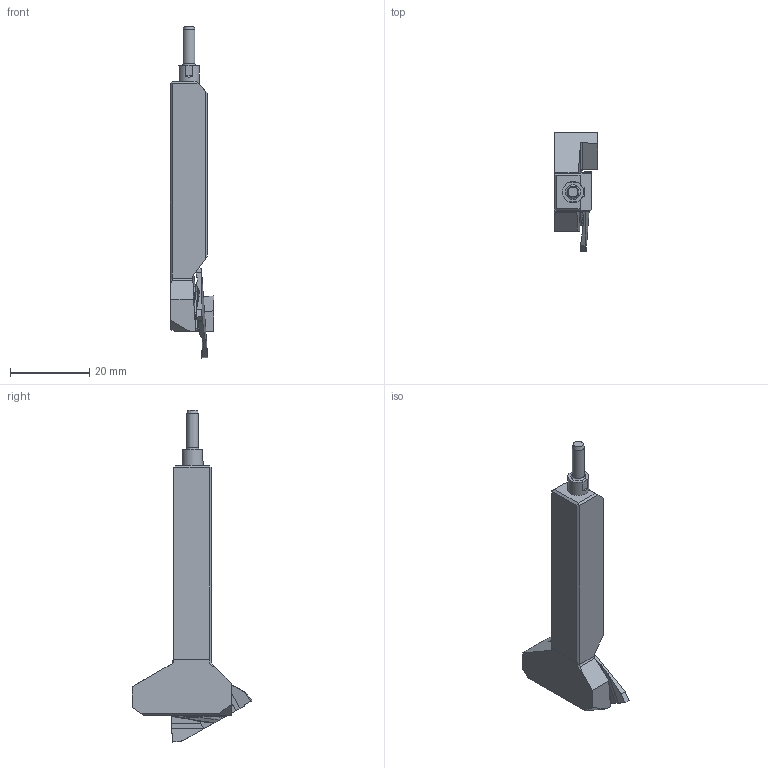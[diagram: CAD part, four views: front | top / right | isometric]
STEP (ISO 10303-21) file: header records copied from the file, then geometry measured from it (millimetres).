
FILE_DESCRIPTION(/* description */ (''),/* implementation_level */ '2;1');
FILE_NAME(/* name */ '1573211703943.stp',/* time_stamp */ '2019-11-08T16:45:17+05:00',/* author */ (''),/* organization */ ('SMS'),/* preprocessor_version */ 'ST-DEVELOPER v16.7',/* originating_system */ 'SIEMENS PLM Software NX 12.0',/* authorisation */ '');
FILE_SCHEMA (('AUTOMOTIVE_DESIGN { 1 0 10303 214 3 1 1 1 }'));
Length unit declared in the file: millimetre
Products named in the file (4): ASSEMBLY_CONSTRUCTION; 202512544mod000_00; 202574076mod000_00; 202574077mod000_00
Assembly tree (3 placements, depth 2):
  202574077mod000_00
    202574076mod000_00
    202512544mod000_00
    ASSEMBLY_CONSTRUCTION
Bounding box: 11 x 30.23 x 83.88 mm (x, y, z)
Volume: 6784.8 mm3; surface area: 3797.1 mm2
Topology: 2 solids, 2 shells, 154 faces, 396 edges, 257 vertices
Faces by surface type: plane 75, cylinder 38, bspline 21, torus 9, sphere 6, cone 5
Full cylindrical faces by diameter (mm): 3 x1, 5.3 x1
Entity records: 7166 total; most frequent: CARTESIAN_POINT 3402, ORIENTED_EDGE 780, DIRECTION 715, EDGE_CURVE 390, AXIS2_PLACEMENT_3D 253, VERTEX_POINT 246, LINE 209, VECTOR 209
